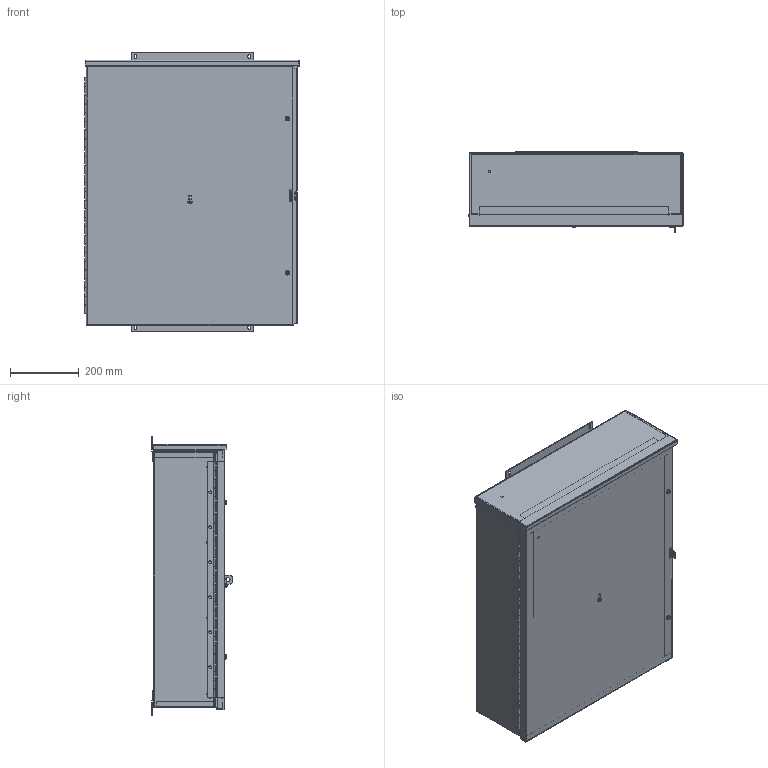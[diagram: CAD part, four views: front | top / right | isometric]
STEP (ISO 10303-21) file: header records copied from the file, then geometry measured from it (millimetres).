
FILE_DESCRIPTION (( 'STEP AP203' ), '1' );
FILE_NAME ('C3R30248HCR_Default.step', '2019-11-12T22:54:31', ( '' ), ( '' ), 'SwSTEP 2.0', 'SolidWorks 2019', '' );
FILE_SCHEMA (( 'CONFIG_CONTROL_DESIGN' ));
Length unit declared in the file: inch
Products named in the file (1): C3R30248HCR_Default
Bounding box: 624.12 x 233.61 x 812.8 mm (x, y, z)
Volume: 3498490.5 mm3; surface area: 3727037.2 mm2
Topology: 33 solids, 33 shells, 942 faces, 2432 edges, 1588 vertices
Faces by surface type: plane 517, cylinder 371, bspline 38, cone 16
Entity records: 29435 total; most frequent: CARTESIAN_POINT 5803, DIRECTION 4942, ORIENTED_EDGE 4864, EDGE_CURVE 2432, AXIS2_PLACEMENT_3D 1687, VERTEX_POINT 1588, VECTOR 1568, LINE 1568
